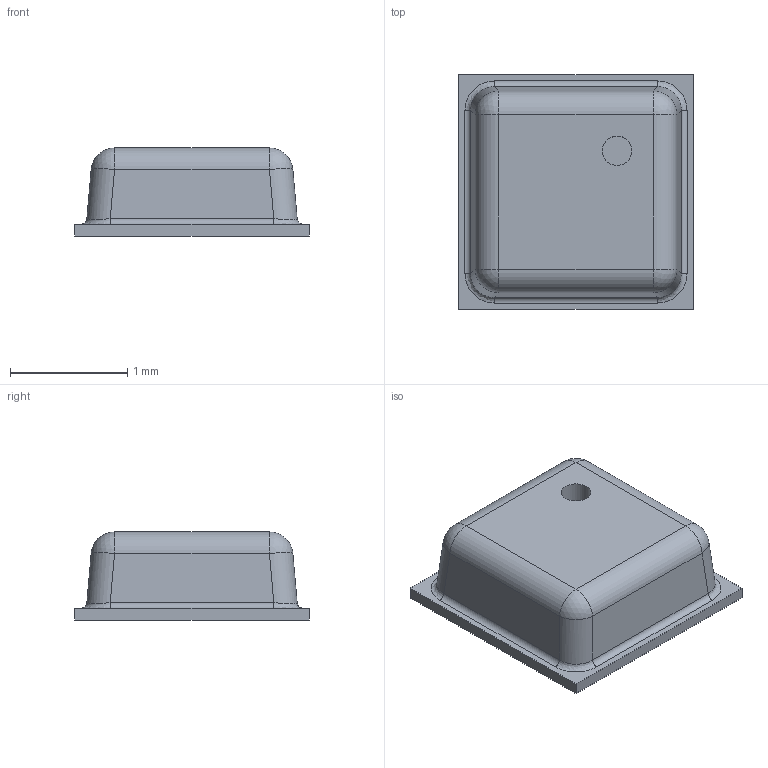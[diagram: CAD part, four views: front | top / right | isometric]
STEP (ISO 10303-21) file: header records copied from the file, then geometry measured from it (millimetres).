
FILE_DESCRIPTION(/* description */ (''),/* implementation_level */ '2;1');
FILE_NAME(/* name */ 'BMP388.step',/* time_stamp */ '2018-04-22T16:42:24+02:00',/* author */ (''),/* organization */ (''),/* preprocessor_version */ 'ST-DEVELOPER v16.13',/* originating_system */ 'Autodesk Translation Framework v6.5.0.72',/* authorisation */ '');
FILE_SCHEMA (('AUTOMOTIVE_DESIGN { 1 0 10303 214 3 1 1 }'));
Length unit declared in the file: millimetre
Products named in the file (1): BMP388
Bounding box: 2 x 2 x 0.75 mm (x, y, z)
Volume: 2.3 mm3; surface area: 12.7 mm2
Topology: 1 solids, 1 shells, 33 faces, 67 edges, 38 vertices
Faces by surface type: cylinder 13, plane 12, bspline 4, sphere 4
Full cylindrical faces by diameter (mm): 0.25 x1
Entity records: 975 total; most frequent: CARTESIAN_POINT 235, DIRECTION 157, ORIENTED_EDGE 134, EDGE_CURVE 67, AXIS2_PLACEMENT_3D 60, VERTEX_POINT 38, LINE 37, VECTOR 37
